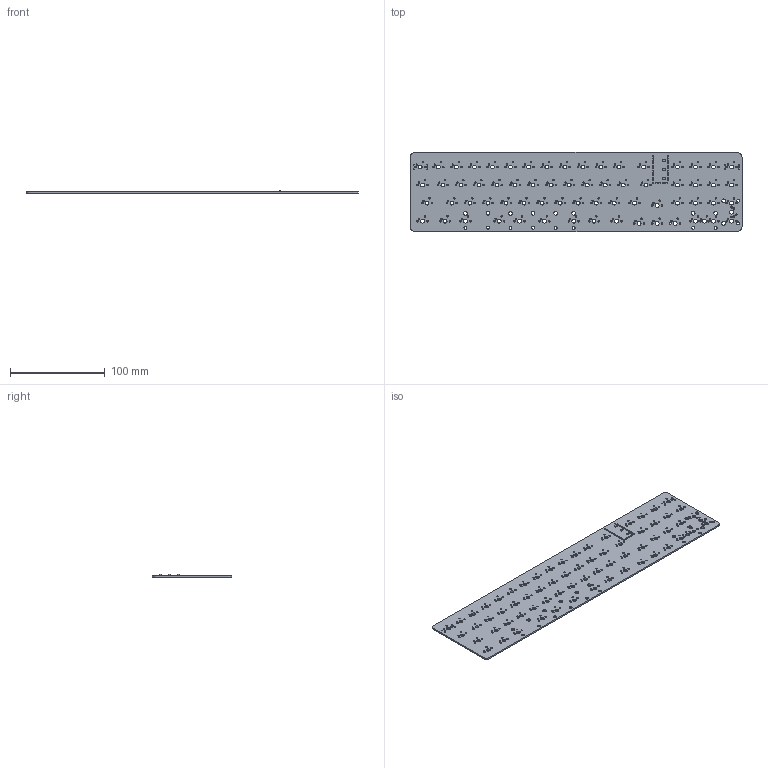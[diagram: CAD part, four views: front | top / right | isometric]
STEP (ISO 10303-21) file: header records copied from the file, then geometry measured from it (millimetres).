
FILE_DESCRIPTION(('KiCad electronic assembly'),'2;1');
FILE_NAME('kastenwagen-pcb.step','2021-03-29T11:33:30',('An Author'),( 'A Company'),'Open CASCADE STEP processor 6.9', 'KiCad to STEP converter','Unknown');
FILE_SCHEMA(('AUTOMOTIVE_DESIGN { 1 0 10303 214 1 1 1 1 }'));
Length unit declared in the file: millimetre
Products named in the file (6): Open CASCADE STEP translator 6.9 1; R_0805_2012Metric; SOLID; LED_1206_3216Metric; COMPOUND
Assembly tree (9 placements, depth 3):
  Open CASCADE STEP translator 6.9 1
    R_0805_2012Metric  x3
      SOLID
    LED_1206_3216Metric  x3
      SOLID
    COMPOUND
Bounding box: 350.5 x 83.5 x 3.25 mm (x, y, z)
Volume: 44187.9 mm3; surface area: 60785 mm2
Topology: 7 solids, 7 shells, 639 faces, 1830 edges, 1208 vertices
Faces by surface type: cylinder 453, plane 186
Full cylindrical faces by diameter (mm): 1 x10, 1.092 x29, 1.47 x136, 1.75 x132, 3.048 x10, 3.988 x78
Entity records: 37526 total; most frequent: DIRECTION 6096, CARTESIAN_POINT 5833, ORIENTED_EDGE 2856, PCURVE 2856, DEFINITIONAL_REPRESENTATION 2856, LINE 2592, VECTOR 2592, CIRCLE 1668
